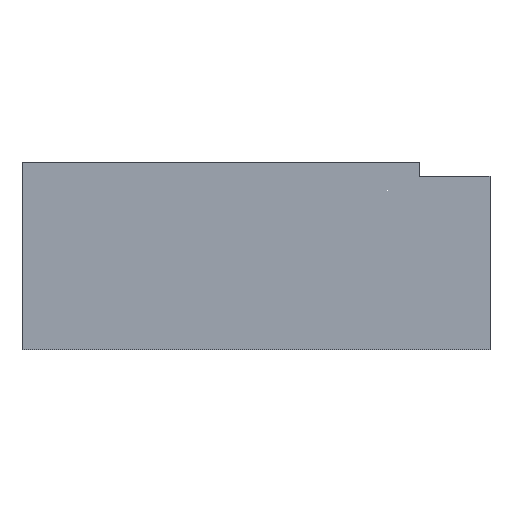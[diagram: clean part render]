
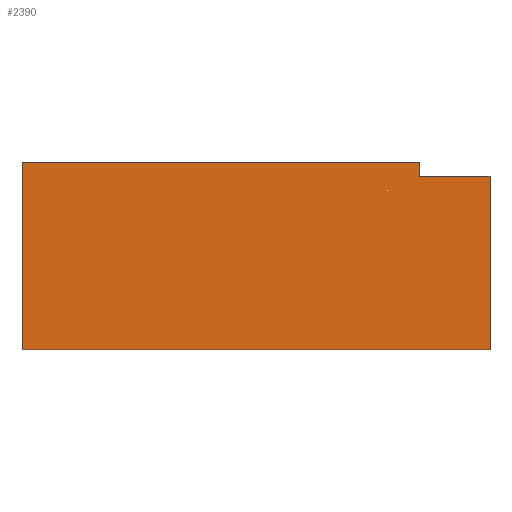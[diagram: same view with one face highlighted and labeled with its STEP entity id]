
A CAD part, front view. The second image highlights one B-rep face of the part: STEP entity #2390.
In plain terms, the highlighted planar face has unit normal (0, -1, 0).
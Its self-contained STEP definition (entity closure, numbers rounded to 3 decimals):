
#409=FACE_OUTER_BOUND('',#549,.T.);
#549=EDGE_LOOP('',(#2204,#2205,#2206,#2207,#2208,#2209));
#716=LINE('',#4795,#900);
#726=LINE('',#4833,#910);
#727=LINE('',#4837,#911);
#734=LINE('',#4850,#918);
#735=LINE('',#4853,#919);
#736=LINE('',#4854,#920);
#900=VECTOR('',#2693,10.);
#910=VECTOR('',#2735,10.);
#911=VECTOR('',#2740,10.);
#918=VECTOR('',#2751,10.);
#919=VECTOR('',#2754,10.);
#920=VECTOR('',#2755,10.);
#1138=VERTEX_POINT('',#4793);
#1139=VERTEX_POINT('',#4794);
#1151=VERTEX_POINT('',#4830);
#1152=VERTEX_POINT('',#4836);
#1156=VERTEX_POINT('',#4848);
#1157=VERTEX_POINT('',#4852);
#1482=EDGE_CURVE('',#1138,#1139,#716,.T.);
#1500=EDGE_CURVE('',#1151,#1139,#726,.T.);
#1501=EDGE_CURVE('',#1151,#1152,#727,.T.);
#1508=EDGE_CURVE('',#1156,#1152,#734,.T.);
#1509=EDGE_CURVE('',#1157,#1156,#735,.T.);
#1510=EDGE_CURVE('',#1157,#1138,#736,.T.);
#2204=ORIENTED_EDGE('',*,*,#1509,.T.);
#2205=ORIENTED_EDGE('',*,*,#1508,.T.);
#2206=ORIENTED_EDGE('',*,*,#1501,.F.);
#2207=ORIENTED_EDGE('',*,*,#1500,.T.);
#2208=ORIENTED_EDGE('',*,*,#1482,.F.);
#2209=ORIENTED_EDGE('',*,*,#1510,.F.);
#2261=PLANE('',#2460);
#2390=ADVANCED_FACE('',(#409),#2261,.T.);
#2460=AXIS2_PLACEMENT_3D('',#4851,#2752,#2753);
#2693=DIRECTION('',(1.,0.,0.));
#2735=DIRECTION('',(0.,0.,1.));
#2740=DIRECTION('',(1.,0.,0.));
#2751=DIRECTION('',(0.,0.,1.));
#2752=DIRECTION('center_axis',(0.,-1.,0.));
#2753=DIRECTION('ref_axis',(1.,0.,0.));
#2754=DIRECTION('',(1.,0.,0.));
#2755=DIRECTION('',(0.,0.,1.));
#4793=CARTESIAN_POINT('',(0.,0.,8.));
#4794=CARTESIAN_POINT('',(17.,0.,8.));
#4795=CARTESIAN_POINT('',(17.,0.,8.));
#4830=CARTESIAN_POINT('',(17.,0.,7.4));
#4833=CARTESIAN_POINT('',(17.,0.,7.4));
#4836=CARTESIAN_POINT('',(20.,0.,7.4));
#4837=CARTESIAN_POINT('',(0.,0.,7.4));
#4848=CARTESIAN_POINT('',(20.,0.,0.));
#4850=CARTESIAN_POINT('',(20.,0.,0.));
#4851=CARTESIAN_POINT('Origin',(0.,0.,0.));
#4852=CARTESIAN_POINT('',(0.,0.,0.));
#4853=CARTESIAN_POINT('',(0.,0.,0.));
#4854=CARTESIAN_POINT('',(0.,0.,0.));
